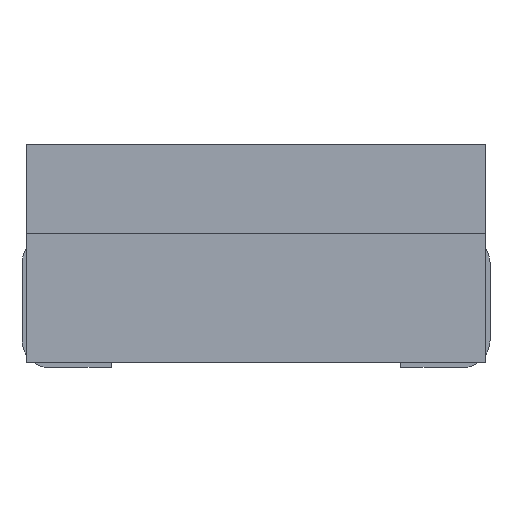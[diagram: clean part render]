
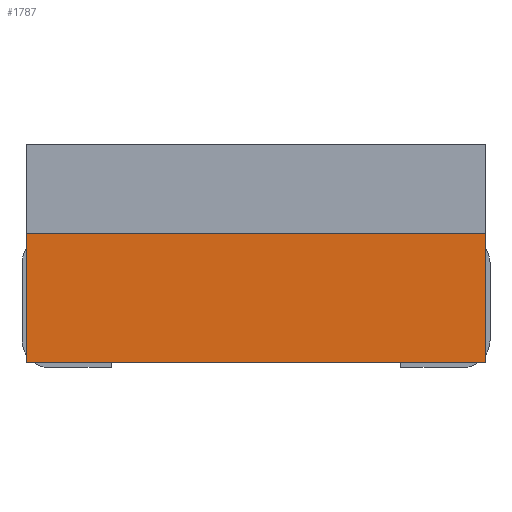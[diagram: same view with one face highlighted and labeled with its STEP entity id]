
A CAD part, left-side view. The second image highlights one B-rep face of the part: STEP entity #1787.
In plain terms, the highlighted planar face has unit normal (-1, 0, 0).
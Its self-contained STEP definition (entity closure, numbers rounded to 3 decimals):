
#1787 = ADVANCED_FACE( '', ( #3743 ), #3744, .T. );
#3743 = FACE_OUTER_BOUND( '', #4442, .T. );
#3744 = PLANE( '', #4443 );
#4442 = EDGE_LOOP( '', ( #5506, #5507, #5508, #5509 ) );
#4443 = AXIS2_PLACEMENT_3D( '', #5510, #5511, #5512 );
#5506 = ORIENTED_EDGE( '', *, *, #8013, .F. );
#5507 = ORIENTED_EDGE( '', *, *, #7977, .F. );
#5508 = ORIENTED_EDGE( '', *, *, #8014, .T. );
#5509 = ORIENTED_EDGE( '', *, *, #8015, .T. );
#5510 = CARTESIAN_POINT( '', ( -5.15, 5.15, -2.9 ) );
#5511 = DIRECTION( '', ( -1., 0., 0. ) );
#5512 = DIRECTION( '', ( 0., -1., 0. ) );
#7977 = EDGE_CURVE( '', #8311, #8307, #8313, .T. );
#8013 = EDGE_CURVE( '', #8307, #8375, #8376, .T. );
#8014 = EDGE_CURVE( '', #8311, #8377, #8378, .T. );
#8015 = EDGE_CURVE( '', #8377, #8375, #8379, .T. );
#8307 = VERTEX_POINT( '', #8487 );
#8311 = VERTEX_POINT( '', #8493 );
#8313 = LINE( '', #8496, #8497 );
#8375 = VERTEX_POINT( '', #8594 );
#8376 = LINE( '', #8595, #8596 );
#8377 = VERTEX_POINT( '', #8597 );
#8378 = LINE( '', #8598, #8599 );
#8379 = LINE( '', #8600, #8601 );
#8487 = CARTESIAN_POINT( '', ( -5.15, 5.15, 0. ) );
#8493 = CARTESIAN_POINT( '', ( -5.15, 5.15, -2.9 ) );
#8496 = CARTESIAN_POINT( '', ( -5.15, 5.15, -2.9 ) );
#8497 = VECTOR( '', #8761, 1000. );
#8594 = CARTESIAN_POINT( '', ( -5.15, -5.15, 0. ) );
#8595 = CARTESIAN_POINT( '', ( -5.15, 5.15, 0. ) );
#8596 = VECTOR( '', #8797, 1000. );
#8597 = CARTESIAN_POINT( '', ( -5.15, -5.15, -2.9 ) );
#8598 = CARTESIAN_POINT( '', ( -5.15, 5.15, -2.9 ) );
#8599 = VECTOR( '', #8798, 1000. );
#8600 = CARTESIAN_POINT( '', ( -5.15, -5.15, -2.9 ) );
#8601 = VECTOR( '', #8799, 1000. );
#8761 = DIRECTION( '', ( 0., 0., 1. ) );
#8797 = DIRECTION( '', ( 0., -1., 0. ) );
#8798 = DIRECTION( '', ( 0., -1., 0. ) );
#8799 = DIRECTION( '', ( 0., 0., 1. ) );
